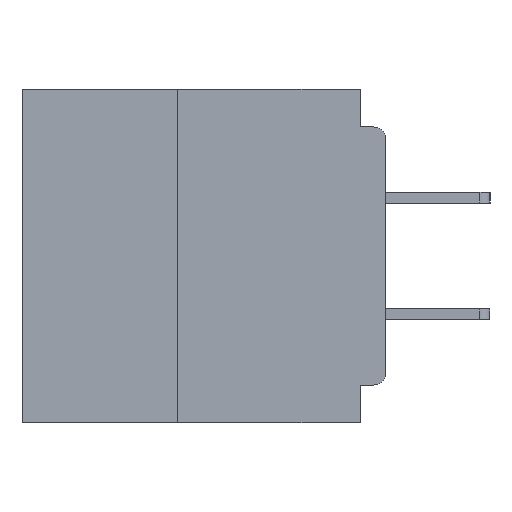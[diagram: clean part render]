
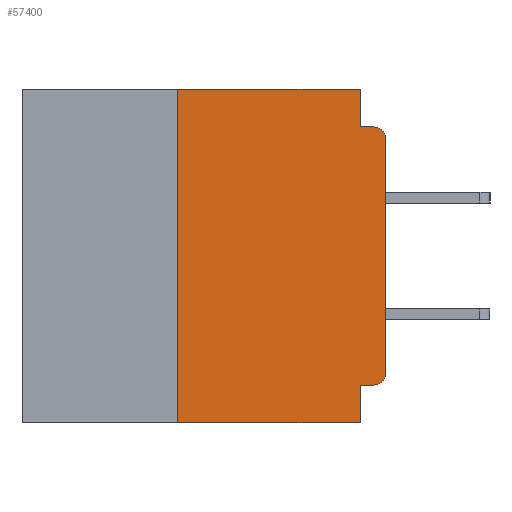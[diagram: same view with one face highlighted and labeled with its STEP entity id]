
A CAD part, left-side view. The second image highlights one B-rep face of the part: STEP entity #57400.
In plain terms, the highlighted planar face has unit normal (-1, 0, 0).
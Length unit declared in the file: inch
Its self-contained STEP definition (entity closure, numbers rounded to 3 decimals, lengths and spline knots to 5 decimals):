
#378 = DIRECTION ( 'NONE',  ( 0., 0., 1. ) ) ;
#393 = CARTESIAN_POINT ( 'NONE',  ( 0., 0.031, 0. ) ) ;
#875 = CARTESIAN_POINT ( 'NONE',  ( 0., 0.031, -0.045 ) ) ;
#1327 = DIRECTION ( 'NONE',  ( 1., 0., 0. ) ) ;
#1646 = EDGE_CURVE ( 'NONE', #55626, #45482, #22928, .T. ) ;
#1830 = VECTOR ( 'NONE', #38050, 39.37008 ) ;
#2243 = CARTESIAN_POINT ( 'NONE',  ( 0., 0.25, 0. ) ) ;
#4172 = LINE ( 'NONE', #19520, #17975 ) ;
#5307 = CARTESIAN_POINT ( 'NONE',  ( 0., 0.031, -0.355 ) ) ;
#8278 = ORIENTED_EDGE ( 'NONE', *, *, #52461, .T. ) ;
#8338 = VECTOR ( 'NONE', #13664, 39.37008 ) ;
#8972 = CARTESIAN_POINT ( 'NONE',  ( 0., 0.031, 0. ) ) ;
#9497 = DIRECTION ( 'NONE',  ( 0., 1., 0. ) ) ;
#10719 = VECTOR ( 'NONE', #36468, 39.37008 ) ;
#11722 = CARTESIAN_POINT ( 'NONE',  ( 0., 0.015, -0.06 ) ) ;
#11904 = CARTESIAN_POINT ( 'NONE',  ( 0., 0.015, -0.355 ) ) ;
#11983 = VECTOR ( 'NONE', #378, 39.37008 ) ;
#13664 = DIRECTION ( 'NONE',  ( 0., 0., -1. ) ) ;
#14335 = CARTESIAN_POINT ( 'NONE',  ( 0., 0., -0.34 ) ) ;
#14641 = VECTOR ( 'NONE', #9497, 39.37008 ) ;
#15648 = AXIS2_PLACEMENT_3D ( 'NONE', #11722, #43729, #16363 ) ;
#15699 = LINE ( 'NONE', #19664, #1830 ) ;
#16363 = DIRECTION ( 'NONE',  ( 0., 0., -1. ) ) ;
#16384 = LINE ( 'NONE', #42518, #27110 ) ;
#17975 = VECTOR ( 'NONE', #37899, 39.37008 ) ;
#18139 = EDGE_LOOP ( 'NONE', ( #20578, #37992, #46527, #33810, #22503, #25701, #25362, #30501, #21505, #8278 ) ) ;
#18309 = EDGE_CURVE ( 'NONE', #25761, #31341, #4172, .T. ) ;
#19520 = CARTESIAN_POINT ( 'NONE',  ( 0., 0.031, -0.4 ) ) ;
#19664 = CARTESIAN_POINT ( 'NONE',  ( 0., 0., -0.045 ) ) ;
#20134 = CARTESIAN_POINT ( 'NONE',  ( 0., 0., -0.06 ) ) ;
#20357 = EDGE_CURVE ( 'NONE', #45482, #55507, #16384, .T. ) ;
#20578 = ORIENTED_EDGE ( 'NONE', *, *, #20902, .T. ) ;
#20895 = AXIS2_PLACEMENT_3D ( 'NONE', #29012, #1327, #33591 ) ;
#20902 = EDGE_CURVE ( 'NONE', #35999, #52223, #48516, .T. ) ;
#21505 = ORIENTED_EDGE ( 'NONE', *, *, #54880, .F. ) ;
#21698 = CARTESIAN_POINT ( 'NONE',  ( 0., 0.015, -0.34 ) ) ;
#22293 = FACE_OUTER_BOUND ( 'NONE', #18139, .T. ) ;
#22503 = ORIENTED_EDGE ( 'NONE', *, *, #20357, .F. ) ;
#22928 = LINE ( 'NONE', #54615, #10719 ) ;
#24395 = PLANE ( 'NONE',  #20895 ) ;
#25362 = ORIENTED_EDGE ( 'NONE', *, *, #31998, .T. ) ;
#25701 = ORIENTED_EDGE ( 'NONE', *, *, #1646, .F. ) ;
#25761 = VERTEX_POINT ( 'NONE', #5307 ) ;
#25919 = DIRECTION ( 'NONE',  ( 0., -1., 0. ) ) ;
#26263 = DIRECTION ( 'NONE',  ( 0., 0., -1. ) ) ;
#27110 = VECTOR ( 'NONE', #56085, 39.37008 ) ;
#28698 = CARTESIAN_POINT ( 'NONE',  ( 0., 0.25, -0.4 ) ) ;
#29012 = CARTESIAN_POINT ( 'NONE',  ( 0., 0.437, 0. ) ) ;
#30216 = CARTESIAN_POINT ( 'NONE',  ( 0., 0.031, -0.4 ) ) ;
#30501 = ORIENTED_EDGE ( 'NONE', *, *, #18309, .F. ) ;
#30924 = EDGE_CURVE ( 'NONE', #55507, #31746, #32782, .T. ) ;
#31341 = VERTEX_POINT ( 'NONE', #30216 ) ;
#31746 = VERTEX_POINT ( 'NONE', #875 ) ;
#31998 = EDGE_CURVE ( 'NONE', #55626, #31341, #41203, .T. ) ;
#32688 = CARTESIAN_POINT ( 'NONE',  ( 0., 0., 0. ) ) ;
#32782 = LINE ( 'NONE', #8972, #8338 ) ;
#33591 = DIRECTION ( 'NONE',  ( 0., 0., -1. ) ) ;
#33810 = ORIENTED_EDGE ( 'NONE', *, *, #30924, .F. ) ;
#33839 = EDGE_CURVE ( 'NONE', #52223, #49295, #50302, .T. ) ;
#35999 = VERTEX_POINT ( 'NONE', #14335 ) ;
#36468 = DIRECTION ( 'NONE',  ( 0., 0., 1. ) ) ;
#37899 = DIRECTION ( 'NONE',  ( 0., 0., -1. ) ) ;
#37992 = ORIENTED_EDGE ( 'NONE', *, *, #33839, .T. ) ;
#38050 = DIRECTION ( 'NONE',  ( 0., -1., 0. ) ) ;
#40404 = LINE ( 'NONE', #55321, #14641 ) ;
#41203 = LINE ( 'NONE', #53312, #54769 ) ;
#42518 = CARTESIAN_POINT ( 'NONE',  ( 0., 0.437, 0. ) ) ;
#42718 = CARTESIAN_POINT ( 'NONE',  ( 0., 0.015, -0.045 ) ) ;
#42775 = AXIS2_PLACEMENT_3D ( 'NONE', #21698, #53662, #26263 ) ;
#43729 = DIRECTION ( 'NONE',  ( -1., 0., 0. ) ) ;
#45315 = CIRCLE ( 'NONE', #42775, 0.015 ) ;
#45482 = VERTEX_POINT ( 'NONE', #2243 ) ;
#46527 = ORIENTED_EDGE ( 'NONE', *, *, #58656, .F. ) ;
#48516 = LINE ( 'NONE', #32688, #11983 ) ;
#49295 = VERTEX_POINT ( 'NONE', #42718 ) ;
#50302 = CIRCLE ( 'NONE', #15648, 0.015 ) ;
#52223 = VERTEX_POINT ( 'NONE', #20134 ) ;
#52461 = EDGE_CURVE ( 'NONE', #59558, #35999, #45315, .T. ) ;
#53312 = CARTESIAN_POINT ( 'NONE',  ( 0., 0.437, -0.4 ) ) ;
#53662 = DIRECTION ( 'NONE',  ( -1., 0., 0. ) ) ;
#54615 = CARTESIAN_POINT ( 'NONE',  ( 0., 0.25, -0.4 ) ) ;
#54769 = VECTOR ( 'NONE', #25919, 39.37008 ) ;
#54880 = EDGE_CURVE ( 'NONE', #59558, #25761, #40404, .T. ) ;
#55321 = CARTESIAN_POINT ( 'NONE',  ( 0., 0., -0.355 ) ) ;
#55507 = VERTEX_POINT ( 'NONE', #393 ) ;
#55626 = VERTEX_POINT ( 'NONE', #28698 ) ;
#56085 = DIRECTION ( 'NONE',  ( 0., -1., 0. ) ) ;
#57400 = ADVANCED_FACE ( 'NONE', ( #22293 ), #24395, .F. ) ;
#58656 = EDGE_CURVE ( 'NONE', #31746, #49295, #15699, .T. ) ;
#59558 = VERTEX_POINT ( 'NONE', #11904 ) ;
